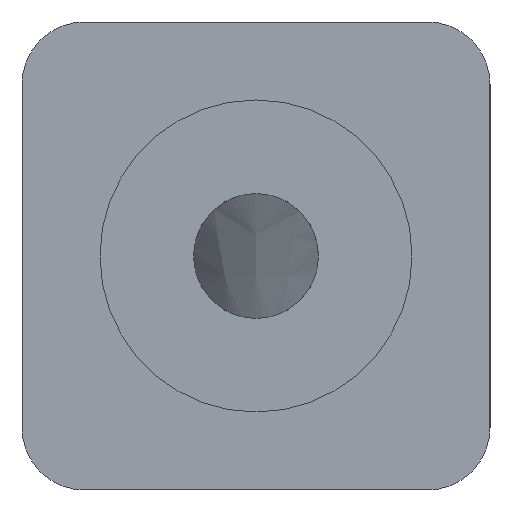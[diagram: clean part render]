
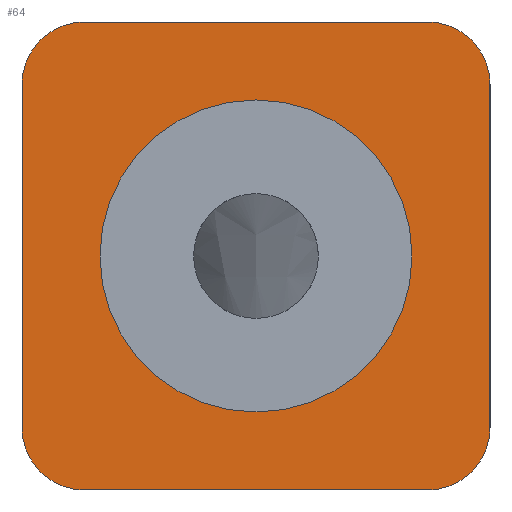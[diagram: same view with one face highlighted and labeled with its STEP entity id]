
A CAD part, left-side view. The second image highlights one B-rep face of the part: STEP entity #64.
In plain terms, the highlighted planar face has unit normal (-1, 0, 0).
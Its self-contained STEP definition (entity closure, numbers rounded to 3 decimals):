
#64=ADVANCED_FACE('',(#167,#169),#171,.F.);
#167=FACE_BOUND('',#168,.T.);
#168=EDGE_LOOP('',(#274,#275,#276,#277,#278,#279,#280,#281));
#169=FACE_BOUND('',#170,.T.);
#170=EDGE_LOOP('',(#282));
#171=PLANE('',#172);
#172=AXIS2_PLACEMENT_3D('',#173,#174,#175);
#173=CARTESIAN_POINT('',(-10.,0.,0.));
#174=DIRECTION('',(1.,0.,0.));
#175=DIRECTION('',(0.,1.,0.));
#274=ORIENTED_EDGE('',*,*,#336,.F.);
#275=ORIENTED_EDGE('',*,*,#330,.F.);
#276=ORIENTED_EDGE('',*,*,#337,.F.);
#277=ORIENTED_EDGE('',*,*,#326,.F.);
#278=ORIENTED_EDGE('',*,*,#338,.F.);
#279=ORIENTED_EDGE('',*,*,#322,.F.);
#280=ORIENTED_EDGE('',*,*,#339,.F.);
#281=ORIENTED_EDGE('',*,*,#332,.F.);
#282=ORIENTED_EDGE('',*,*,#340,.F.);
#322=EDGE_CURVE('',#374,#376,#377,.T.);
#326=EDGE_CURVE('',#381,#379,#383,.T.);
#330=EDGE_CURVE('',#388,#386,#390,.T.);
#332=EDGE_CURVE('',#391,#393,#394,.T.);
#336=EDGE_CURVE('',#386,#391,#400,.F.);
#337=EDGE_CURVE('',#379,#388,#401,.F.);
#338=EDGE_CURVE('',#376,#381,#402,.F.);
#339=EDGE_CURVE('',#393,#374,#403,.F.);
#340=EDGE_CURVE('',#404,#404,#405,.T.);
#374=VERTEX_POINT('',#714);
#376=VERTEX_POINT('',#718);
#377=LINE('',#719,#720);
#379=VERTEX_POINT('',#725);
#381=VERTEX_POINT('',#729);
#383=LINE('',#733,#734);
#386=VERTEX_POINT('',#741);
#388=VERTEX_POINT('',#745);
#390=LINE('',#749,#750);
#391=VERTEX_POINT('',#752);
#393=VERTEX_POINT('',#756);
#394=LINE('',#757,#758);
#400=CIRCLE('',#773,2.);
#401=CIRCLE('',#777,2.);
#402=CIRCLE('',#781,2.);
#403=CIRCLE('',#785,2.);
#404=VERTEX_POINT('',#789);
#405=CIRCLE('',#790,5.);
#714=CARTESIAN_POINT('',(-10.,7.5,-5.5));
#718=CARTESIAN_POINT('',(-10.,7.5,5.5));
#719=CARTESIAN_POINT('',(-10.,7.5,-5.5));
#720=VECTOR('',#721,1.);
#721=DIRECTION('',(0.,0.,1.));
#725=CARTESIAN_POINT('',(-10.,-5.5,7.5));
#729=CARTESIAN_POINT('',(-10.,5.5,7.5));
#733=CARTESIAN_POINT('',(-10.,5.5,7.5));
#734=VECTOR('',#735,1.);
#735=DIRECTION('',(0.,-1.,0.));
#741=CARTESIAN_POINT('',(-10.,-7.5,-5.5));
#745=CARTESIAN_POINT('',(-10.,-7.5,5.5));
#749=CARTESIAN_POINT('',(-10.,-7.5,5.5));
#750=VECTOR('',#751,1.);
#751=DIRECTION('',(0.,0.,-1.));
#752=CARTESIAN_POINT('',(-10.,-5.5,-7.5));
#756=CARTESIAN_POINT('',(-10.,5.5,-7.5));
#757=CARTESIAN_POINT('',(-10.,-5.5,-7.5));
#758=VECTOR('',#759,1.);
#759=DIRECTION('',(0.,1.,0.));
#773=AXIS2_PLACEMENT_3D('',#774,#775,#776);
#774=CARTESIAN_POINT('',(-10.,-5.5,-5.5));
#775=DIRECTION('',(-1.,0.,0.));
#776=DIRECTION('',(0.,0.,-1.));
#777=AXIS2_PLACEMENT_3D('',#778,#779,#780);
#778=CARTESIAN_POINT('',(-10.,-5.5,5.5));
#779=DIRECTION('',(-1.,0.,0.));
#780=DIRECTION('',(0.,-1.,0.));
#781=AXIS2_PLACEMENT_3D('',#782,#783,#784);
#782=CARTESIAN_POINT('',(-10.,5.5,5.5));
#783=DIRECTION('',(-1.,0.,0.));
#784=DIRECTION('',(0.,0.,1.));
#785=AXIS2_PLACEMENT_3D('',#786,#787,#788);
#786=CARTESIAN_POINT('',(-10.,5.5,-5.5));
#787=DIRECTION('',(-1.,0.,0.));
#788=DIRECTION('',(0.,1.,0.));
#789=CARTESIAN_POINT('',(-10.,-5.,0.));
#790=AXIS2_PLACEMENT_3D('',#791,#792,#793);
#791=CARTESIAN_POINT('',(-10.,0.,0.));
#792=DIRECTION('',(-1.,0.,0.));
#793=DIRECTION('',(0.,-1.,0.));
